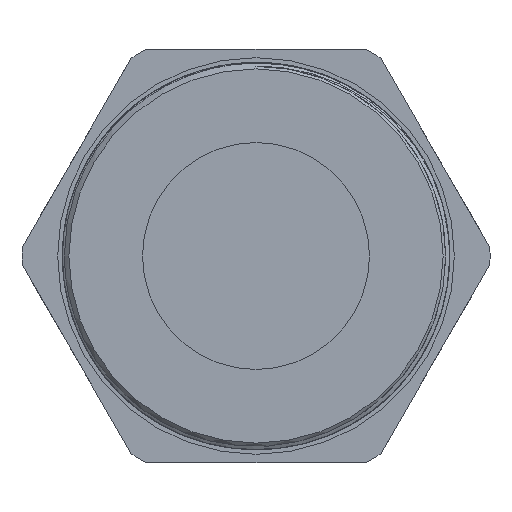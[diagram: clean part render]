
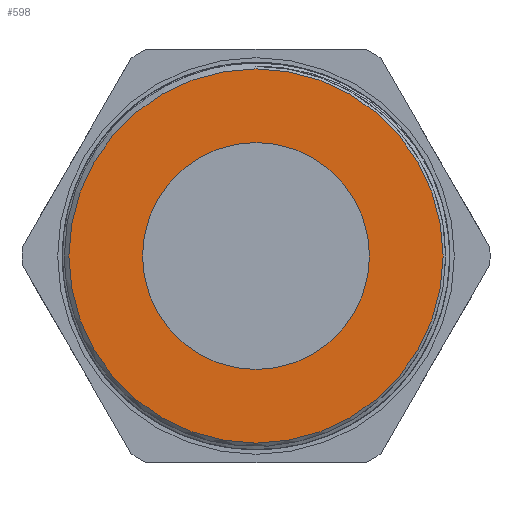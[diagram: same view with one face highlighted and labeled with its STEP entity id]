
A CAD part, left-side view. The second image highlights one B-rep face of the part: STEP entity #598.
In plain terms, the highlighted planar face has unit normal (-1, 0, 0).
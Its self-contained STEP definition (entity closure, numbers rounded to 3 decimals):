
#72=PLANE('',#669);
#117=FACE_BOUND('',#200,.T.);
#154=FACE_OUTER_BOUND('',#199,.T.);
#199=EDGE_LOOP('',(#523));
#200=EDGE_LOOP('',(#524));
#205=CIRCLE('',#615,36.179);
#230=CIRCLE('',#668,21.94);
#240=VERTEX_POINT('',#980);
#282=VERTEX_POINT('',#5198);
#293=EDGE_CURVE('',#240,#240,#205,.T.);
#362=EDGE_CURVE('',#282,#282,#230,.T.);
#523=ORIENTED_EDGE('',*,*,#293,.T.);
#524=ORIENTED_EDGE('',*,*,#362,.T.);
#598=ADVANCED_FACE('',(#154,#117),#72,.T.);
#615=AXIS2_PLACEMENT_3D('',#981,#688,#689);
#668=AXIS2_PLACEMENT_3D('',#5199,#812,#813);
#669=AXIS2_PLACEMENT_3D('',#5200,#814,#815);
#688=DIRECTION('center_axis',(-1.,0.,0.));
#689=DIRECTION('ref_axis',(0.,1.,0.));
#812=DIRECTION('center_axis',(1.,0.,0.));
#813=DIRECTION('ref_axis',(0.,0.,-1.));
#814=DIRECTION('center_axis',(-1.,0.,0.));
#815=DIRECTION('ref_axis',(0.,0.,1.));
#980=CARTESIAN_POINT('',(-23.,36.179,0.));
#981=CARTESIAN_POINT('Origin',(-23.,0.,0.));
#5198=CARTESIAN_POINT('',(-23.,21.94,0.));
#5199=CARTESIAN_POINT('Origin',(-23.,0.,0.));
#5200=CARTESIAN_POINT('Origin',(-23.,24.,0.));
